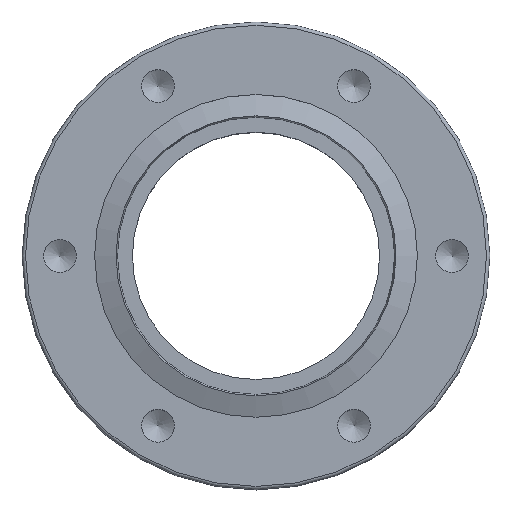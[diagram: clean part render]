
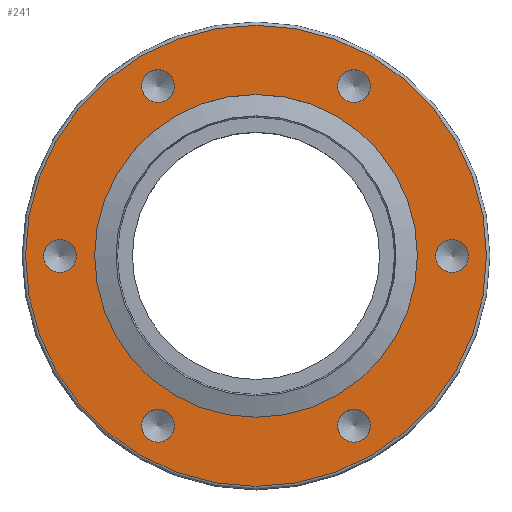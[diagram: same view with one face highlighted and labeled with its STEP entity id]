
A CAD part, top view. The second image highlights one B-rep face of the part: STEP entity #241.
In plain terms, the highlighted planar face has unit normal (0, 0, 1).
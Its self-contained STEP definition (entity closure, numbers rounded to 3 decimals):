
#141=CARTESIAN_POINT('',(34.5,0.,24.));
#142=VERTEX_POINT('',#141);
#143=CARTESIAN_POINT('',(0.0,0.0,24.));
#144=DIRECTION('',(0.0,0.0,-1.0));
#145=DIRECTION('',(-1.0,0.0,0.0));
#146=AXIS2_PLACEMENT_3D('',#143,#144,#145);
#147=CIRCLE('',#146,34.5);
#148=EDGE_CURVE('',#142,#142,#147,.T.);
#156=CARTESIAN_POINT('',(0.0,0.0,24.));
#157=DIRECTION('',(0.0,0.0,-1.0));
#158=DIRECTION('',(-1.0,0.0,0.0));
#159=AXIS2_PLACEMENT_3D('',#156,#157,#158);
#160=PLANE('',#159);
#161=ORIENTED_EDGE('',*,*,#148,.F.);
#162=EDGE_LOOP('',(#161));
#163=FACE_OUTER_BOUND('',#162,.T.);
#164=CARTESIAN_POINT('',(-26.892,0.0,24.));
#165=VERTEX_POINT('',#164);
#166=CARTESIAN_POINT('',(-29.35,0.0,24.));
#167=DIRECTION('',(0.0,0.0,-1.0));
#168=DIRECTION('',(1.0,0.0,0.0));
#169=AXIS2_PLACEMENT_3D('',#166,#167,#168);
#170=CIRCLE('',#169,2.459);
#171=EDGE_CURVE('',#165,#165,#170,.T.);
#172=ORIENTED_EDGE('',*,*,#171,.T.);
#173=EDGE_LOOP('',(#172));
#174=FACE_BOUND('',#173,.T.);
#175=CARTESIAN_POINT('',(-13.446,23.289,24.));
#176=VERTEX_POINT('',#175);
#177=CARTESIAN_POINT('',(-14.675,25.418,24.));
#178=DIRECTION('',(0.0,0.0,-1.));
#179=DIRECTION('',(0.5,-0.866,0.0));
#180=AXIS2_PLACEMENT_3D('',#177,#178,#179);
#181=CIRCLE('',#180,2.459);
#182=EDGE_CURVE('',#176,#176,#181,.T.);
#183=ORIENTED_EDGE('',*,*,#182,.T.);
#184=EDGE_LOOP('',(#183));
#185=FACE_BOUND('',#184,.T.);
#186=CARTESIAN_POINT('',(13.446,23.289,24.));
#187=VERTEX_POINT('',#186);
#188=CARTESIAN_POINT('',(14.675,25.418,24.));
#189=DIRECTION('',(0.0,0.0,-1.0));
#190=DIRECTION('',(-0.5,-0.866,0.0));
#191=AXIS2_PLACEMENT_3D('',#188,#189,#190);
#192=CIRCLE('',#191,2.459);
#193=EDGE_CURVE('',#187,#187,#192,.T.);
#194=ORIENTED_EDGE('',*,*,#193,.T.);
#195=EDGE_LOOP('',(#194));
#196=FACE_BOUND('',#195,.T.);
#197=CARTESIAN_POINT('',(26.892,0.,24.));
#198=VERTEX_POINT('',#197);
#199=CARTESIAN_POINT('',(29.35,0.,24.));
#200=DIRECTION('',(0.0,0.0,-1.0));
#201=DIRECTION('',(-1.0,0.0,0.0));
#202=AXIS2_PLACEMENT_3D('',#199,#200,#201);
#203=CIRCLE('',#202,2.459);
#204=EDGE_CURVE('',#198,#198,#203,.T.);
#205=ORIENTED_EDGE('',*,*,#204,.T.);
#206=EDGE_LOOP('',(#205));
#207=FACE_BOUND('',#206,.T.);
#208=CARTESIAN_POINT('',(13.446,-23.289,24.));
#209=VERTEX_POINT('',#208);
#210=CARTESIAN_POINT('',(14.675,-25.418,24.));
#211=DIRECTION('',(0.0,0.0,-1.));
#212=DIRECTION('',(-0.5,0.866,0.0));
#213=AXIS2_PLACEMENT_3D('',#210,#211,#212);
#214=CIRCLE('',#213,2.459);
#215=EDGE_CURVE('',#209,#209,#214,.T.);
#216=ORIENTED_EDGE('',*,*,#215,.T.);
#217=EDGE_LOOP('',(#216));
#218=FACE_BOUND('',#217,.T.);
#219=CARTESIAN_POINT('',(-13.446,-23.289,24.));
#220=VERTEX_POINT('',#219);
#221=CARTESIAN_POINT('',(-14.675,-25.418,24.));
#222=DIRECTION('',(0.0,0.0,-1.0));
#223=DIRECTION('',(0.5,0.866,0.0));
#224=AXIS2_PLACEMENT_3D('',#221,#222,#223);
#225=CIRCLE('',#224,2.459);
#226=EDGE_CURVE('',#220,#220,#225,.T.);
#227=ORIENTED_EDGE('',*,*,#226,.T.);
#228=EDGE_LOOP('',(#227));
#229=FACE_BOUND('',#228,.T.);
#230=CARTESIAN_POINT('',(-24.15,0.0,24.));
#231=VERTEX_POINT('',#230);
#232=CARTESIAN_POINT('',(0.0,0.0,24.));
#233=DIRECTION('',(0.0,0.0,-1.0));
#234=DIRECTION('',(-1.0,0.0,0.0));
#235=AXIS2_PLACEMENT_3D('',#232,#233,#234);
#236=CIRCLE('',#235,24.15);
#237=EDGE_CURVE('',#231,#231,#236,.T.);
#238=ORIENTED_EDGE('',*,*,#237,.T.);
#239=EDGE_LOOP('',(#238));
#240=FACE_BOUND('',#239,.T.);
#241=ADVANCED_FACE('',(#163,#174,#185,#196,#207,#218,#229,#240),#160,.F.);
